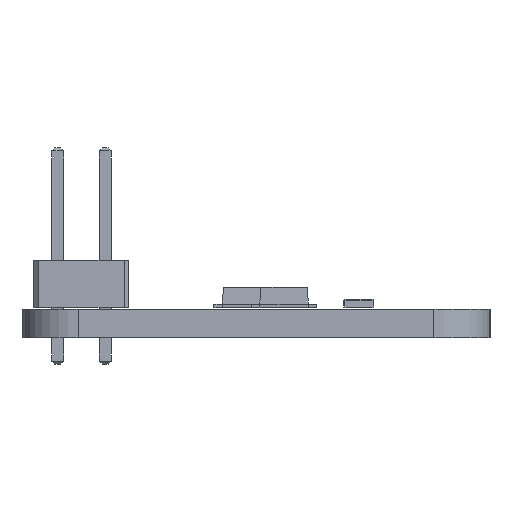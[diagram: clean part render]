
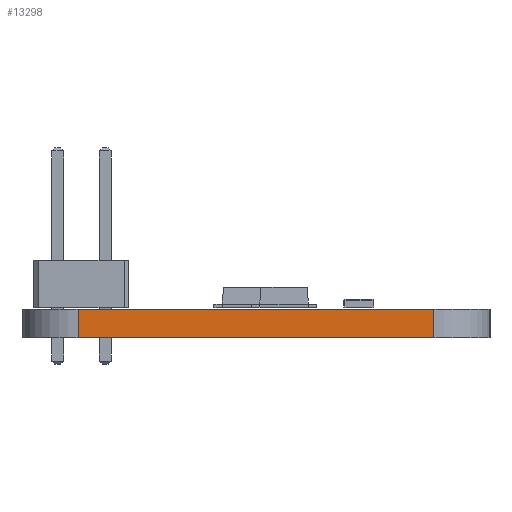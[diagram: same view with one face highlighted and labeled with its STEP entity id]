
A CAD part, left-side view. The second image highlights one B-rep face of the part: STEP entity #13298.
In plain terms, the highlighted planar face has unit normal (-1, 0, 0).
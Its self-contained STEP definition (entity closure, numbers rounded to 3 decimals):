
#11091 = VERTEX_POINT('',#11092);
#11092 = CARTESIAN_POINT('',(92.,-106.,0.));
#11099 = EDGE_CURVE('',#11100,#11091,#11102,.T.);
#11100 = VERTEX_POINT('',#11101);
#11101 = CARTESIAN_POINT('',(92.,-125.,0.));
#11102 = LINE('',#11103,#11104);
#11103 = CARTESIAN_POINT('',(92.,-125.,0.));
#11104 = VECTOR('',#11105,1.);
#11105 = DIRECTION('',(0.,1.,0.));
#12181 = VERTEX_POINT('',#12182);
#12182 = CARTESIAN_POINT('',(92.,-106.,1.51));
#12189 = EDGE_CURVE('',#12190,#12181,#12192,.T.);
#12190 = VERTEX_POINT('',#12191);
#12191 = CARTESIAN_POINT('',(92.,-125.,1.51));
#12192 = LINE('',#12193,#12194);
#12193 = CARTESIAN_POINT('',(92.,-125.,1.51));
#12194 = VECTOR('',#12195,1.);
#12195 = DIRECTION('',(0.,1.,0.));
#13268 = EDGE_CURVE('',#11091,#12181,#13269,.T.);
#13269 = LINE('',#13270,#13271);
#13270 = CARTESIAN_POINT('',(92.,-106.,0.));
#13271 = VECTOR('',#13272,1.);
#13272 = DIRECTION('',(0.,0.,1.));
#13298 = ADVANCED_FACE('',(#13299),#13310,.T.);
#13299 = FACE_BOUND('',#13300,.T.);
#13300 = EDGE_LOOP('',(#13301,#13307,#13308,#13309));
#13301 = ORIENTED_EDGE('',*,*,#13302,.T.);
#13302 = EDGE_CURVE('',#11100,#12190,#13303,.T.);
#13303 = LINE('',#13304,#13305);
#13304 = CARTESIAN_POINT('',(92.,-125.,0.));
#13305 = VECTOR('',#13306,1.);
#13306 = DIRECTION('',(0.,0.,1.));
#13307 = ORIENTED_EDGE('',*,*,#12189,.T.);
#13308 = ORIENTED_EDGE('',*,*,#13268,.F.);
#13309 = ORIENTED_EDGE('',*,*,#11099,.F.);
#13310 = PLANE('',#13311);
#13311 = AXIS2_PLACEMENT_3D('',#13312,#13313,#13314);
#13312 = CARTESIAN_POINT('',(92.,-125.,0.));
#13313 = DIRECTION('',(-1.,0.,0.));
#13314 = DIRECTION('',(0.,1.,0.));
